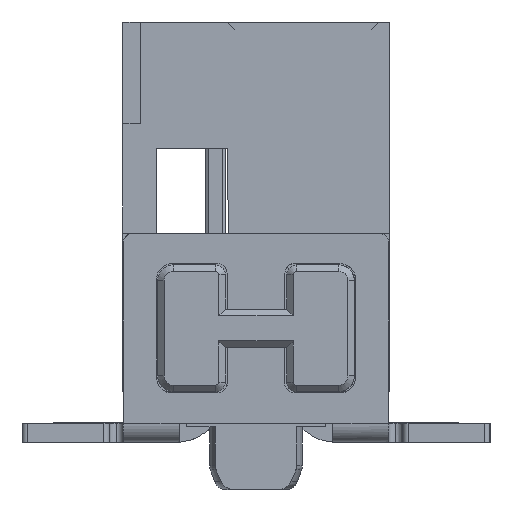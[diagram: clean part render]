
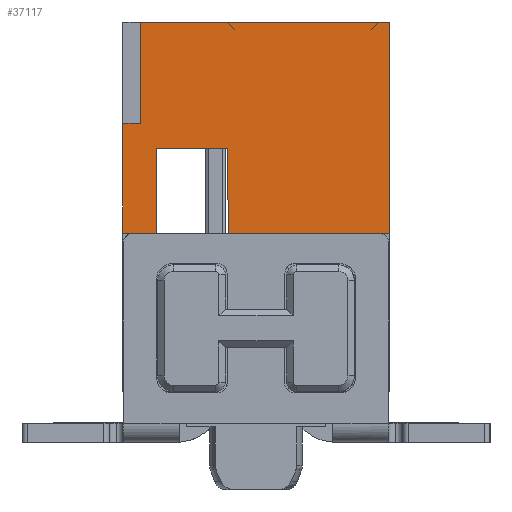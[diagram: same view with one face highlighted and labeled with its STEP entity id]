
A CAD part, left-side view. The second image highlights one B-rep face of the part: STEP entity #37117.
In plain terms, the highlighted planar face has unit normal (-1, 0, 0).
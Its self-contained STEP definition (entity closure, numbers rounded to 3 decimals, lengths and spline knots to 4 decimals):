
#37076=AXIS2_PLACEMENT_3D('Plane Axis2P3D',#37073,#37074,#37075) ;
#13458=CARTESIAN_POINT('Vertex',(1.165,1.6,7.38)) ;
#13461=CARTESIAN_POINT('Line Origine',(1.165,1.6,5.715)) ;
#13465=CARTESIAN_POINT('Vertex',(1.165,1.6,4.05)) ;
#14437=CARTESIAN_POINT('Vertex',(1.165,4.1392,4.05)) ;
#14440=CARTESIAN_POINT('Line Origine',(1.165,4.1421,4.715)) ;
#14444=CARTESIAN_POINT('Vertex',(1.165,4.145,5.38)) ;
#34153=CARTESIAN_POINT('Vertex',(1.165,5.275,5.38)) ;
#34156=CARTESIAN_POINT('Line Origine',(1.165,5.275,4.715)) ;
#34160=CARTESIAN_POINT('Vertex',(1.165,5.275,4.05)) ;
#34697=CARTESIAN_POINT('Vertex',(1.165,5.8,4.05)) ;
#34700=CARTESIAN_POINT('Line Origine',(1.165,5.8,4.915)) ;
#34704=CARTESIAN_POINT('Vertex',(1.165,5.8,5.78)) ;
#36987=CARTESIAN_POINT('Vertex',(1.165,5.525,7.38)) ;
#36990=CARTESIAN_POINT('Line Origine',(1.165,3.5625,7.38)) ;
#37073=CARTESIAN_POINT('Axis2P3D Location',(1.165,6.0561,3.5794)) ;
#37078=CARTESIAN_POINT('Line Origine',(1.165,5.6625,5.78)) ;
#37082=CARTESIAN_POINT('Vertex',(1.165,5.525,5.78)) ;
#37085=CARTESIAN_POINT('Line Origine',(1.165,5.5375,4.05)) ;
#37090=CARTESIAN_POINT('Line Origine',(1.165,4.71,5.38)) ;
#37095=CARTESIAN_POINT('Line Origine',(1.165,2.8696,4.05)) ;
#37100=CARTESIAN_POINT('Line Origine',(1.165,5.525,6.58)) ;
#13462=DIRECTION('Vector Direction',(0.,0.,-1.)) ;
#14441=DIRECTION('Vector Direction',(0.,-0.004,-1.)) ;
#34157=DIRECTION('Vector Direction',(0.,0.,1.)) ;
#34701=DIRECTION('Vector Direction',(0.,0.,-1.)) ;
#36991=DIRECTION('Vector Direction',(0.,-1.,0.)) ;
#37074=DIRECTION('Axis2P3D Direction',(-1.,0.,0.)) ;
#37075=DIRECTION('Axis2P3D XDirection',(0.,-1.,0.)) ;
#37079=DIRECTION('Vector Direction',(0.,1.,0.)) ;
#37086=DIRECTION('Vector Direction',(0.,-1.,0.)) ;
#37091=DIRECTION('Vector Direction',(0.,-1.,0.)) ;
#37096=DIRECTION('Vector Direction',(0.,-1.,0.)) ;
#37101=DIRECTION('Vector Direction',(0.,0.,-1.)) ;
#13463=VECTOR('Line Direction',#13462,1.) ;
#14442=VECTOR('Line Direction',#14441,1.) ;
#34158=VECTOR('Line Direction',#34157,1.) ;
#34702=VECTOR('Line Direction',#34701,1.) ;
#36992=VECTOR('Line Direction',#36991,1.) ;
#37080=VECTOR('Line Direction',#37079,1.) ;
#37087=VECTOR('Line Direction',#37086,1.) ;
#37092=VECTOR('Line Direction',#37091,1.) ;
#37097=VECTOR('Line Direction',#37096,1.) ;
#37102=VECTOR('Line Direction',#37101,1.) ;
#37106=ORIENTED_EDGE('',*,*,#37084,.T.) ;
#37107=ORIENTED_EDGE('',*,*,#34706,.T.) ;
#37108=ORIENTED_EDGE('',*,*,#37089,.T.) ;
#37109=ORIENTED_EDGE('',*,*,#34162,.T.) ;
#37110=ORIENTED_EDGE('',*,*,#37094,.T.) ;
#37111=ORIENTED_EDGE('',*,*,#14446,.T.) ;
#37112=ORIENTED_EDGE('',*,*,#37099,.T.) ;
#37113=ORIENTED_EDGE('',*,*,#13467,.F.) ;
#37114=ORIENTED_EDGE('',*,*,#36994,.F.) ;
#37115=ORIENTED_EDGE('',*,*,#37104,.T.) ;
#37117=ADVANCED_FACE('Hauptk\X2\00F6\X0\rper',(#37116),#37077,.T.) ;
#13467=EDGE_CURVE('',#13459,#13466,#13464,.T.) ;
#14446=EDGE_CURVE('',#14445,#14438,#14443,.T.) ;
#34162=EDGE_CURVE('',#34161,#34154,#34159,.T.) ;
#34706=EDGE_CURVE('',#34705,#34698,#34703,.T.) ;
#36994=EDGE_CURVE('',#36988,#13459,#36993,.T.) ;
#37084=EDGE_CURVE('',#37083,#34705,#37081,.T.) ;
#37089=EDGE_CURVE('',#34698,#34161,#37088,.T.) ;
#37094=EDGE_CURVE('',#34154,#14445,#37093,.T.) ;
#37099=EDGE_CURVE('',#14438,#13466,#37098,.T.) ;
#37104=EDGE_CURVE('',#36988,#37083,#37103,.T.) ;
#37105=EDGE_LOOP('',(#37106,#37107,#37108,#37109,#37110,#37111,#37112,#37113,#37114,#37115)) ;
#37116=FACE_OUTER_BOUND('',#37105,.T.) ;
#13464=LINE('Line',#13461,#13463) ;
#14443=LINE('Line',#14440,#14442) ;
#34159=LINE('Line',#34156,#34158) ;
#34703=LINE('Line',#34700,#34702) ;
#36993=LINE('Line',#36990,#36992) ;
#37081=LINE('Line',#37078,#37080) ;
#37088=LINE('Line',#37085,#37087) ;
#37093=LINE('Line',#37090,#37092) ;
#37098=LINE('Line',#37095,#37097) ;
#37103=LINE('Line',#37100,#37102) ;
#37077=PLANE('',#37076) ;
#13459=VERTEX_POINT('',#13458) ;
#13466=VERTEX_POINT('',#13465) ;
#14438=VERTEX_POINT('',#14437) ;
#14445=VERTEX_POINT('',#14444) ;
#34154=VERTEX_POINT('',#34153) ;
#34161=VERTEX_POINT('',#34160) ;
#34698=VERTEX_POINT('',#34697) ;
#34705=VERTEX_POINT('',#34704) ;
#36988=VERTEX_POINT('',#36987) ;
#37083=VERTEX_POINT('',#37082) ;
